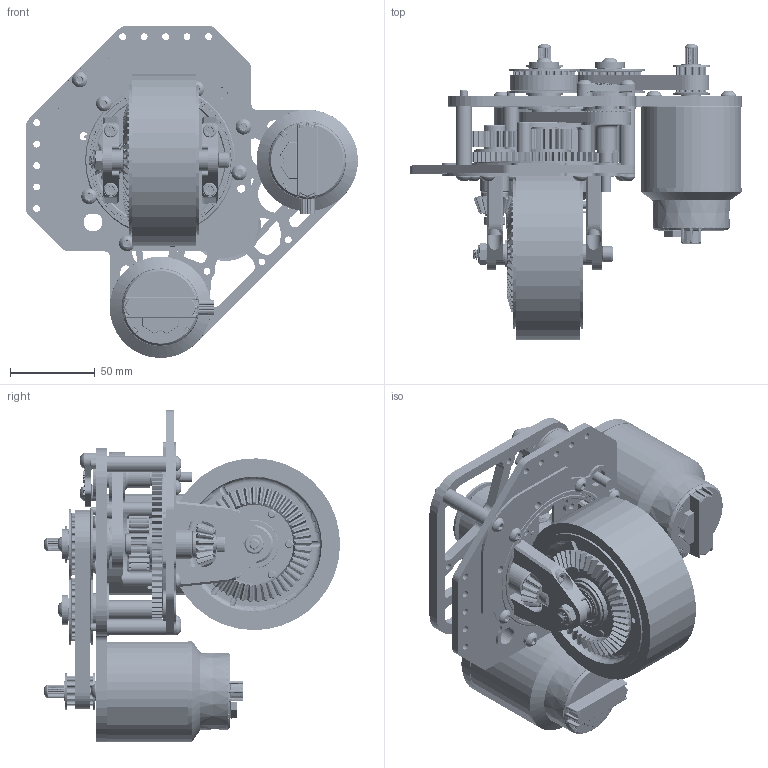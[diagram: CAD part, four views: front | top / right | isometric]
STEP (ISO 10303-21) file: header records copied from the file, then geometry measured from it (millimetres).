
FILE_DESCRIPTION (( 'STEP AP214' ), '1' );
FILE_NAME ('WCP-0361 Rev2 - Swerve X (Tube Mount, Belt).step', '2023-02-01T22:59:41', ( '' ), ( '' ), 'SwSTEP 2.0', 'SolidWorks 2020', '' );
FILE_SCHEMA (( 'AUTOMOTIVE_DESIGN' ));
Length unit declared in the file: inch
Products named in the file (55): WCP-0361-001 Rev2; WCP-0364-004 Rev1; NFS-0024_250-20_thin_locknut_90566A029; WCP-0778_0_500_radial_bearing; WCP-0367-002 Rev3; WCP-0041_0_250_radial_bearing; WCP-0367-001 Rev1; 0250-20_3L_SHCS_91251A554; WCP-0364-002 Rev1; 217-2735_0_375_flanged_hex_bearing; WCP-0367-010 Rev1; NFS-0018_SHCS_#10-32_1_750L_Default<As Machined>; 43T_HTD_belt; WCP-0454 Rev1; 217-6515_Falcon_500_Default<As Machined>; WCP-0364-003 Rev1; CANcoder; WCP-0361 Rev2 - Swerve X (Tube Mount, Belt); 8-32 BHCS_0.500; WCP-0360-001 Rev1; WCP-0367-012 Rev1_Straight; WCP-0357 Rev1; WCP-0364 Rev1 - WCP X Wheel Module; WCP-0367-003 Rev2; WCP-0365 Rev2; 10-32 BHCS - No Thread_WCP-0253 - 0.500; Encoder Belt; WCP-0779_0_375_flanged_bearing; WCP-0364-006 Rev1; WCP-0156 Rev1; 217-3227_24T_500_hex; Falcon_Motor_Spacer_0625; NFS-0059_SHCS_#4-40_0_875L_91251A113; WCP-0367-006 Rev1; WCP-0276 Rev1; 10-32 BHCS - No Thread_WCP-0259 - 2.000; WCP-0367-007 Rev1; WCP-0233 Rev1; WCP-0388 Rev1; WCP-0785_0_500_flanged_thunderhex_bearing ...
Assembly tree (93 placements, depth 3):
  WCP-0361 Rev2 - Swerve X (Tube Mount, Belt)
    WCP-0364 Rev1 - WCP X Wheel Module
      WCP-0364-001 Rev1
      WCP-0366 Rev1_Default<As Machined>  x2
      WCP-0364-006 Rev1
      WCP-0364-005 Rev2
      WCP-0365 Rev2
      WCP-0233 Rev1
      WCP-0364-002 Rev1
      WCP-0276 Rev1
      WCP-0364-008 Rev1
      WCP-0357 Rev1
      WCP-0784_0375_flanged_thunderhex_bearing
      WCP-0775_0_250_radial_bearing
      WCP-0778_0_500_radial_bearing  x2
      WCP-0781_0_500_flanged_bearing
      NFS-0018_SHCS_#10-32_1_750L_Default<As Machined>  x4
      8-32 BHCS_0.500
      NFS-0059_SHCS_#4-40_0_875L_91251A113  x5
      10-32 SHCS - No Thread_WCP-0265 - 0.375  x6
      NFS-0024_250-20_thin_locknut_90566A029
      WCP-0229 Rev1  x2
      WCP-0367-002 Rev3
      WCP-0367-006 Rev1
      WCP-0367-010 Rev1
      WCP-0434 Rev1
      217-5464_24T_500_hex_steel
      0250-20_3L_SHCS_91251A554
    WCP-0360-001 Rev1
    WCP-0361-001 Rev2
    WCP-0364-003 Rev1
    WCP-0364-004 Rev1
    WCP-0388 Rev1  x3
    217-6515_Falcon_500_Default<As Machined>  x2
    WCP-0779_0_375_flanged_bearing
    WCP-0775_0_250_radial_bearing
    WCP-0041_0_250_radial_bearing
    WCP-0785_0_500_flanged_thunderhex_bearing
    217-2735_0_375_flanged_hex_bearing
    WCP-0454 Rev1  x2
    217-3227_24T_500_hex  x2
    Encoder Belt
    53T_HTD_belt
    43T_HTD_belt
    10-32 BHCS - No Thread_WCP-0251 - 0.250  x5
    10-32 BHCS - No Thread_WCP-0259 - 2.000  x3
    10-32 BHCS - No Thread_WCP-0253 - 0.500  x8
    8-32 BHCS_0.500  x2
    WCP-0367-003 Rev2
    WCP-0367-012 Rev1_Straight
    WCP-0367-001 Rev1
    WCP-0367-007 Rev1  x2
    CANcoder
    WCP-0156 Rev1
    Falcon_Motor_Spacer_0625  x2
    WCP-0787_0625L_500_hex  x2
    217-8078_500_hex_adapter
Bounding box: 196.34 x 175.14 x 196.34 mm (x, y, z)
Volume: 864376.3 mm3; surface area: 373162.4 mm2
Topology: 149 solids, 221 shells, 9065 faces, 23785 edges, 15176 vertices
Faces by surface type: cylinder 4554, plane 2280, bspline 890, cone 849, sphere 272, torus 220
Entity records: 277049 total; most frequent: CARTESIAN_POINT 118352, ORIENTED_EDGE 30508, DIRECTION 28541, EDGE_CURVE 15337, AXIS2_PLACEMENT_3D 11041, VERTEX_POINT 10014, LINE 6459, VECTOR 6459
